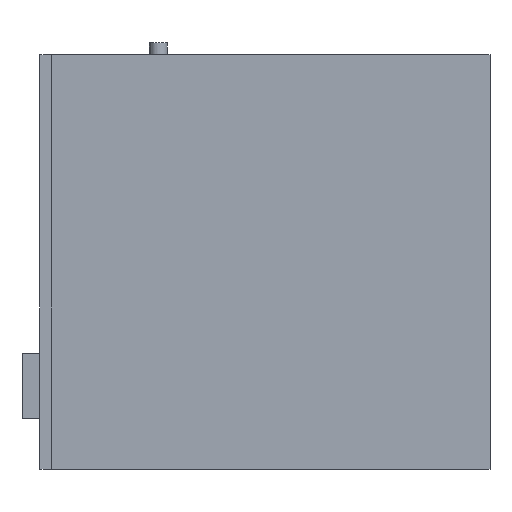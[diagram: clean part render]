
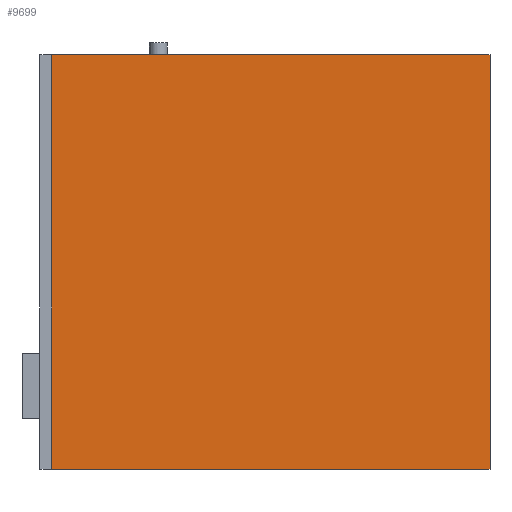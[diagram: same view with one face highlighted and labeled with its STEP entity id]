
A CAD part, left-side view. The second image highlights one B-rep face of the part: STEP entity #9699.
In plain terms, the highlighted planar face has unit normal (-1, 0, 0).
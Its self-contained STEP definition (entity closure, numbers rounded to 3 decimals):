
#846=FACE_OUTER_BOUND('',#1461,.T.);
#1461=EDGE_LOOP('',(#8088,#8089,#8090,#8091));
#2532=LINE('',#15367,#3726);
#2551=LINE('',#15404,#3745);
#2552=LINE('',#15407,#3746);
#2553=LINE('',#15408,#3747);
#3726=VECTOR('',#12632,10.);
#3745=VECTOR('',#12667,10.);
#3746=VECTOR('',#12670,10.);
#3747=VECTOR('',#12671,10.);
#4644=VERTEX_POINT('',#15360);
#4647=VERTEX_POINT('',#15365);
#4657=VERTEX_POINT('',#15402);
#4658=VERTEX_POINT('',#15406);
#5816=EDGE_CURVE('',#4647,#4644,#2532,.T.);
#5835=EDGE_CURVE('',#4657,#4647,#2551,.T.);
#5836=EDGE_CURVE('',#4658,#4657,#2552,.T.);
#5837=EDGE_CURVE('',#4658,#4644,#2553,.T.);
#8088=ORIENTED_EDGE('',*,*,#5835,.F.);
#8089=ORIENTED_EDGE('',*,*,#5836,.F.);
#8090=ORIENTED_EDGE('',*,*,#5837,.T.);
#8091=ORIENTED_EDGE('',*,*,#5816,.F.);
#9106=PLANE('',#10504);
#9699=ADVANCED_FACE('',(#846),#9106,.T.);
#10504=AXIS2_PLACEMENT_3D('',#15405,#12668,#12669);
#12632=DIRECTION('',(0.,0.,1.));
#12667=DIRECTION('',(0.,1.,0.));
#12668=DIRECTION('center_axis',(-1.,0.,0.));
#12669=DIRECTION('ref_axis',(0.,0.,-1.));
#12670=DIRECTION('',(0.,0.,-1.));
#12671=DIRECTION('',(0.,1.,0.));
#15360=CARTESIAN_POINT('',(-35.,71.5,35.));
#15365=CARTESIAN_POINT('',(-35.,71.5,-35.));
#15367=CARTESIAN_POINT('',(-35.,71.5,35.));
#15402=CARTESIAN_POINT('',(-35.,-2.5,-35.));
#15404=CARTESIAN_POINT('',(-35.,1.5,-35.));
#15405=CARTESIAN_POINT('Origin',(-35.,1.5,35.));
#15406=CARTESIAN_POINT('',(-35.,-2.5,35.));
#15407=CARTESIAN_POINT('',(-35.,-2.5,-35.));
#15408=CARTESIAN_POINT('',(-35.,1.5,35.));
